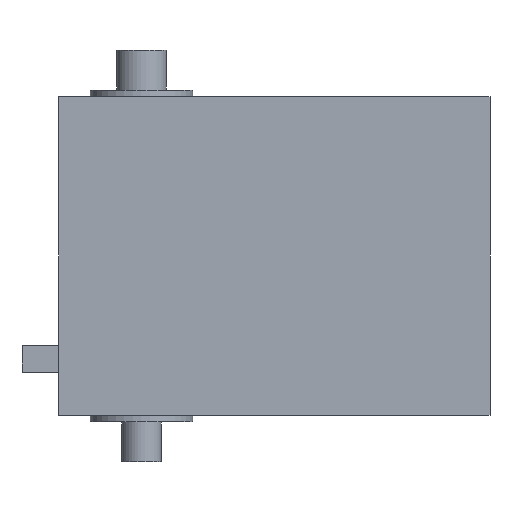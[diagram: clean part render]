
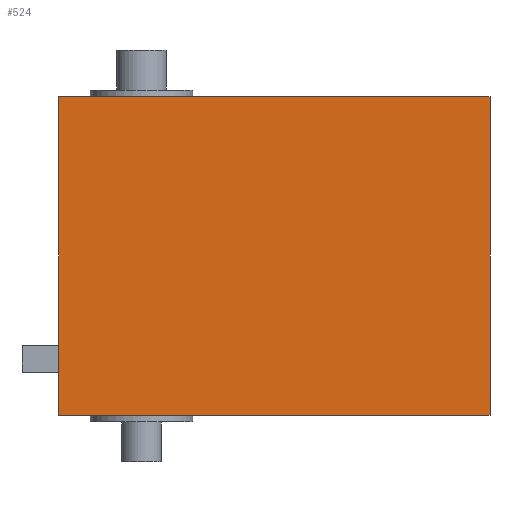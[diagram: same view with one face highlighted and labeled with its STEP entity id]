
A CAD part, front view. The second image highlights one B-rep face of the part: STEP entity #524.
In plain terms, the highlighted planar face has unit normal (0, -1, 0).
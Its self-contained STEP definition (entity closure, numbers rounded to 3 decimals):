
#1 = CARTESIAN_POINT ( 'NONE',  ( 40.857, -13.643, 0. ) ) ;
#39 = DIRECTION ( 'NONE',  ( 0., 1., 0. ) ) ;
#52 = CARTESIAN_POINT ( 'NONE',  ( -24.143, -13.643, 48. ) ) ;
#54 = EDGE_LOOP ( 'NONE', ( #292, #486, #338, #499 ) ) ;
#94 = CARTESIAN_POINT ( 'NONE',  ( -24.143, -13.643, 48. ) ) ;
#147 = DIRECTION ( 'NONE',  ( 0., 0., -1. ) ) ;
#158 = CARTESIAN_POINT ( 'NONE',  ( -24.143, -13.643, 0. ) ) ;
#170 = CARTESIAN_POINT ( 'NONE',  ( -24.143, -13.643, 0. ) ) ;
#172 = VERTEX_POINT ( 'NONE', #52 ) ;
#183 = VECTOR ( 'NONE', #380, 1000. ) ;
#198 = FACE_OUTER_BOUND ( 'NONE', #54, .T. ) ;
#227 = CARTESIAN_POINT ( 'NONE',  ( -24.143, -13.643, 48. ) ) ;
#239 = LINE ( 'NONE', #257, #289 ) ;
#257 = CARTESIAN_POINT ( 'NONE',  ( 40.857, -13.643, 48. ) ) ;
#289 = VECTOR ( 'NONE', #147, 1000. ) ;
#292 = ORIENTED_EDGE ( 'NONE', *, *, #615, .T. ) ;
#315 = PLANE ( 'NONE',  #328 ) ;
#328 = AXIS2_PLACEMENT_3D ( 'NONE', #94, #39, #483 ) ;
#338 = ORIENTED_EDGE ( 'NONE', *, *, #611, .F. ) ;
#342 = VECTOR ( 'NONE', #523, 1000. ) ;
#364 = EDGE_CURVE ( 'NONE', #172, #631, #463, .T. ) ;
#380 = DIRECTION ( 'NONE',  ( 1., 0., 0. ) ) ;
#409 = EDGE_CURVE ( 'NONE', #541, #601, #239, .T. ) ;
#448 = VECTOR ( 'NONE', #600, 1000. ) ;
#463 = LINE ( 'NONE', #668, #342 ) ;
#483 = DIRECTION ( 'NONE',  ( 0., 0., 1. ) ) ;
#486 = ORIENTED_EDGE ( 'NONE', *, *, #409, .F. ) ;
#495 = LINE ( 'NONE', #227, #448 ) ;
#499 = ORIENTED_EDGE ( 'NONE', *, *, #364, .T. ) ;
#523 = DIRECTION ( 'NONE',  ( 0., 0., -1. ) ) ;
#524 = ADVANCED_FACE ( 'NONE', ( #198 ), #315, .F. ) ;
#541 = VERTEX_POINT ( 'NONE', #684 ) ;
#600 = DIRECTION ( 'NONE',  ( 1., 0., 0. ) ) ;
#601 = VERTEX_POINT ( 'NONE', #1 ) ;
#611 = EDGE_CURVE ( 'NONE', #172, #541, #495, .T. ) ;
#615 = EDGE_CURVE ( 'NONE', #631, #601, #638, .T. ) ;
#631 = VERTEX_POINT ( 'NONE', #170 ) ;
#638 = LINE ( 'NONE', #158, #183 ) ;
#668 = CARTESIAN_POINT ( 'NONE',  ( -24.143, -13.643, 48. ) ) ;
#684 = CARTESIAN_POINT ( 'NONE',  ( 40.857, -13.643, 48. ) ) ;
